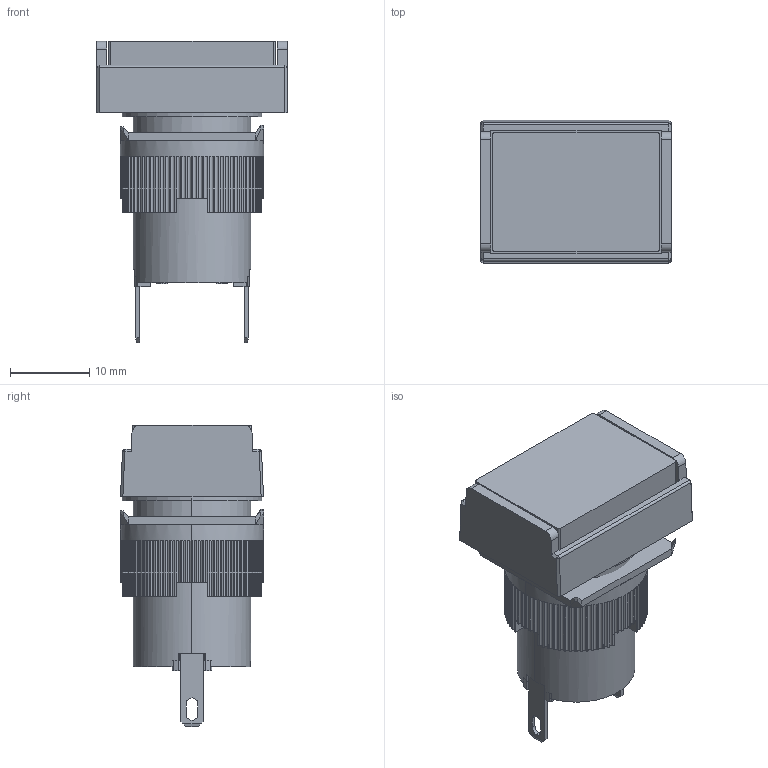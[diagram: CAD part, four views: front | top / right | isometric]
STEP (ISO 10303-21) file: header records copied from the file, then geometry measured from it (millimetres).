
FILE_DESCRIPTION (( 'STEP AP203' ), '1' );
FILE_NAME ('DR16F0N-E3Y.STEP', '2022-08-22T11:40:30', ( '' ), ( '' ), 'SwSTEP 2.0', 'SolidWorks 2021', '' );
FILE_SCHEMA (( 'CONFIG_CONTROL_DESIGN' ));
Length unit declared in the file: inch
Products named in the file (1): DR16F0N-E3Y
Bounding box: 24 x 18 x 37.9 mm (x, y, z)
Volume: 7340.2 mm3; surface area: 5777.4 mm2
Topology: 10 solids, 10 shells, 501 faces, 1410 edges, 928 vertices
Faces by surface type: plane 322, cylinder 175, cone 4
Entity records: 16375 total; most frequent: DIRECTION 2930, CARTESIAN_POINT 2857, ORIENTED_EDGE 2812, EDGE_CURVE 1406, AXIS2_PLACEMENT_3D 1029, VERTEX_POINT 928, VECTOR 872, LINE 872
